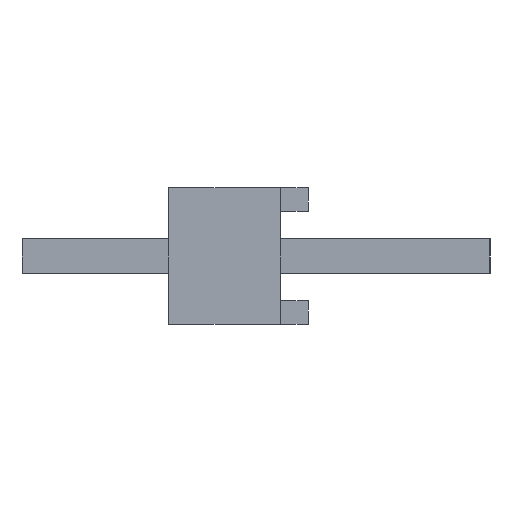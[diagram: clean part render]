
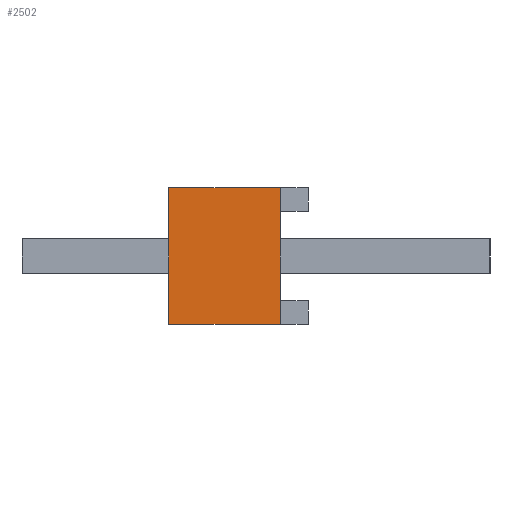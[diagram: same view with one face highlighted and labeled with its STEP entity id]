
A CAD part, left-side view. The second image highlights one B-rep face of the part: STEP entity #2502.
In plain terms, the highlighted planar face has unit normal (-1, 0, 0).
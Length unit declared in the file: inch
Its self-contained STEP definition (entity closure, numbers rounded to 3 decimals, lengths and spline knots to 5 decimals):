
#2502 = ADVANCED_FACE( '', ( #5153 ), #5154, .F. );
#5153 = FACE_OUTER_BOUND( '', #7881, .T. );
#5154 = PLANE( '', #7882 );
#7881 = EDGE_LOOP( '', ( #15361, #15362, #15363, #15364 ) );
#7882 = AXIS2_PLACEMENT_3D( '', #15365, #15366, #15367 );
#15361 = ORIENTED_EDGE( '', *, *, #17174, .F. );
#15362 = ORIENTED_EDGE( '', *, *, #19267, .F. );
#15363 = ORIENTED_EDGE( '', *, *, #19217, .F. );
#15364 = ORIENTED_EDGE( '', *, *, #19259, .T. );
#15365 = CARTESIAN_POINT( '', ( -1., 0.1, -0.049 ) );
#15366 = DIRECTION( '', ( 1., 0., 0. ) );
#15367 = DIRECTION( '', ( 0., 0., -1. ) );
#17174 = EDGE_CURVE( '', #21013, #21015, #21016, .T. );
#19217 = EDGE_CURVE( '', #23806, #23803, #23808, .T. );
#19259 = EDGE_CURVE( '', #23806, #21015, #23851, .T. );
#19267 = EDGE_CURVE( '', #23803, #21013, #23859, .T. );
#21013 = VERTEX_POINT( '', #26377 );
#21015 = VERTEX_POINT( '', #26380 );
#21016 = LINE( '', #26381, #26382 );
#23803 = VERTEX_POINT( '', #30618 );
#23806 = VERTEX_POINT( '', #30623 );
#23808 = LINE( '', #30626, #30627 );
#23851 = LINE( '', #30686, #30687 );
#23859 = LINE( '', #30698, #30699 );
#26377 = CARTESIAN_POINT( '', ( -1., 0.02, 0.049 ) );
#26380 = CARTESIAN_POINT( '', ( -1., 0.02, -0.049 ) );
#26381 = CARTESIAN_POINT( '', ( -1., 0.02, -0.049 ) );
#26382 = VECTOR( '', #31623, 39.37008 );
#30618 = CARTESIAN_POINT( '', ( -1., 0.1, 0.049 ) );
#30623 = CARTESIAN_POINT( '', ( -1., 0.1, -0.049 ) );
#30626 = CARTESIAN_POINT( '', ( -1., 0.1, -0.049 ) );
#30627 = VECTOR( '', #33076, 39.37008 );
#30686 = CARTESIAN_POINT( '', ( -1., 0.1, -0.049 ) );
#30687 = VECTOR( '', #33093, 39.37008 );
#30698 = CARTESIAN_POINT( '', ( -1., 0.1, 0.049 ) );
#30699 = VECTOR( '', #33097, 39.37008 );
#31623 = DIRECTION( '', ( 0., 0., -1. ) );
#33076 = DIRECTION( '', ( 0., 0., 1. ) );
#33093 = DIRECTION( '', ( 0., -1., 0. ) );
#33097 = DIRECTION( '', ( 0., -1., 0. ) );
